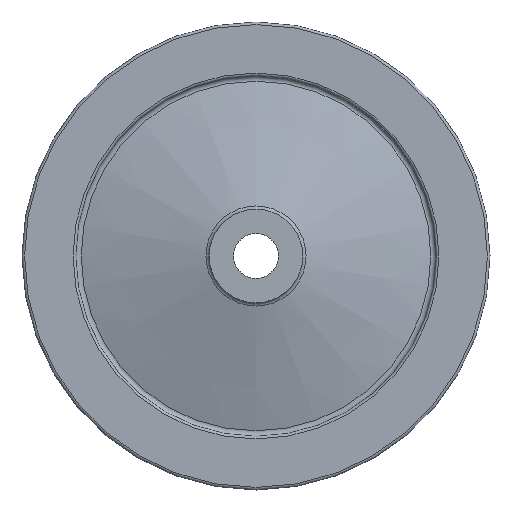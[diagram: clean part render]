
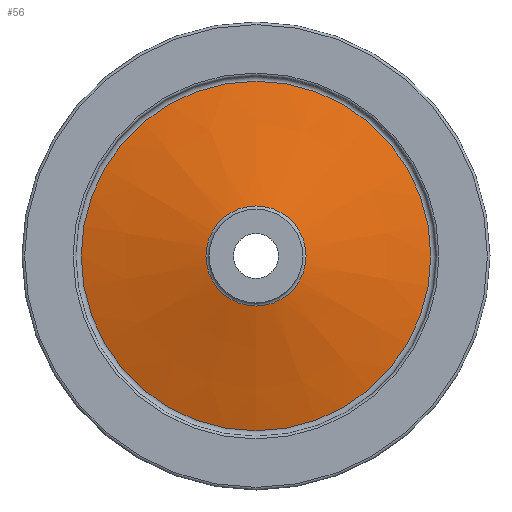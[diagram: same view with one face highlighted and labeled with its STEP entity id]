
A CAD part, left-side view. The second image highlights one B-rep face of the part: STEP entity #56.
In plain terms, the highlighted conical face has half-angle 74.91 degrees and reference radius 26.726 mm.
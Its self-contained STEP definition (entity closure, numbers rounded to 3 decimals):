
#56 = ADVANCED_FACE( '', ( #129, #130 ), #131, .T. );
#129 = FACE_OUTER_BOUND( '', #233, .T. );
#130 = FACE_BOUND( '', #234, .T. );
#131 = CONICAL_SURFACE( '', #235, 26.726, 1.307 );
#233 = EDGE_LOOP( '', ( #373 ) );
#234 = EDGE_LOOP( '', ( #374 ) );
#235 = AXIS2_PLACEMENT_3D( '', #375, #376, #377 );
#373 = ORIENTED_EDGE( '', *, *, #503, .F. );
#374 = ORIENTED_EDGE( '', *, *, #504, .T. );
#375 = CARTESIAN_POINT( '', ( 17.55, 0., 0. ) );
#376 = DIRECTION( '', ( 1., 0., 0. ) );
#377 = DIRECTION( '', ( 0., 0., -1. ) );
#503 = EDGE_CURVE( '', #560, #560, #561, .T. );
#504 = EDGE_CURVE( '', #562, #562, #563, .T. );
#560 = VERTEX_POINT( '', #632 );
#561 = CIRCLE( '', #633, 93.372 );
#562 = VERTEX_POINT( '', #634 );
#563 = CIRCLE( '', #635, 26.726 );
#632 = CARTESIAN_POINT( '', ( 35.52, 0., -93.372 ) );
#633 = AXIS2_PLACEMENT_3D( '', #707, #708, #709 );
#634 = CARTESIAN_POINT( '', ( 17.55, 0., -26.726 ) );
#635 = AXIS2_PLACEMENT_3D( '', #710, #711, #712 );
#707 = CARTESIAN_POINT( '', ( 35.52, 0., 0. ) );
#708 = DIRECTION( '', ( 1., 0., 0. ) );
#709 = DIRECTION( '', ( 0., 0., -1. ) );
#710 = CARTESIAN_POINT( '', ( 17.55, 0., 0. ) );
#711 = DIRECTION( '', ( 1., 0., 0. ) );
#712 = DIRECTION( '', ( 0., 0., -1. ) );
